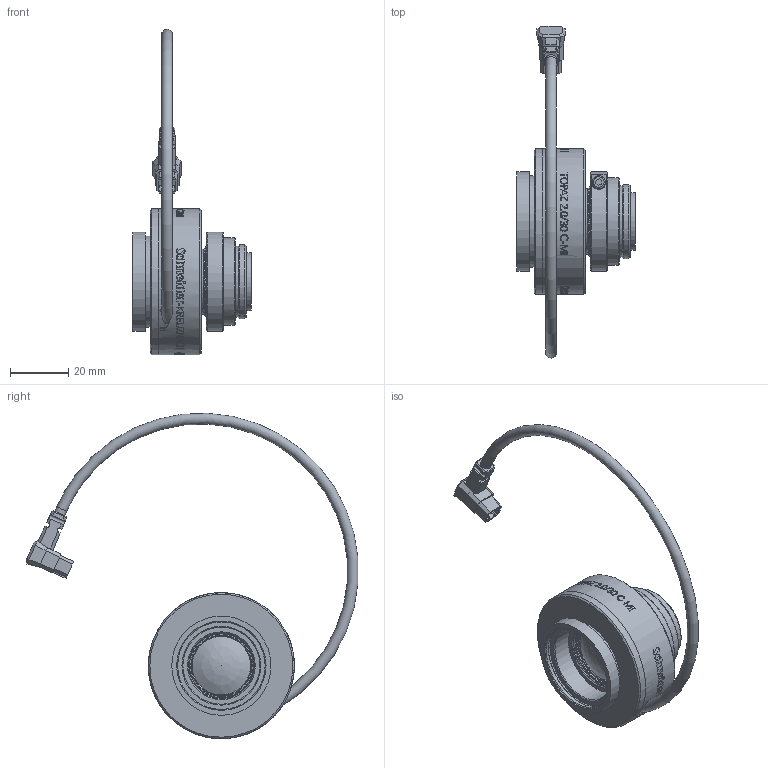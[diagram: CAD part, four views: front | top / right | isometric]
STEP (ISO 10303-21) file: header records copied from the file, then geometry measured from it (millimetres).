
FILE_DESCRIPTION(/* description */ (''),/* implementation_level */ '2;1');
FILE_NAME(/* name */ '1084646_00139601_003.stp',/* time_stamp */ '2021-09-16T13:07:51+02:00',/* author */ (''),/* organization */ (''),/* preprocessor_version */ 'ST-DEVELOPER v16',/* originating_system */ 'SIEMENS PLM Software NX 10.0',/* authorisation */ '');
FILE_SCHEMA (('AP203_CONFIGURATION_CONTROLLED_3D_DESIGN_OF_MECHANICAL_PARTS_AND_ASSEMBLIES_MIM_LF { 1 0 10303 403 2 1 2}'));
Length unit declared in the file: millimetre
Products named in the file (1): Froe6468FFCCikse
Bounding box: 40.5 x 113.71 x 111.45 mm (x, y, z)
Volume: 46205.9 mm3; surface area: 18648.8 mm2
Topology: 1 solids, 12 shells, 622 faces, 2003 edges, 1533 vertices
Faces by surface type: plane 311, cylinder 235, cone 56, torus 12, sphere 4, revolution 4
Full cylindrical faces by diameter (mm): 0.044 x1, 0.5 x4, 1.1 x1, 1.7 x6, 1.8 x3, 1.9 x3, 2.5 x2, 2.7 x6, 2.8 x1, 3.7 x1, 4 x2, 4.5 x1, 16 x1, 17 x1, 17.5 x1, 17.8 x1, 18.6 x1, 19.8 x1, 20 x2, 21.5 x1, 21.96 x1, 22.3 x1, 22.5 x1, 22.6 x1, 23 x2, 23.1 x1, 24 x1, 24.4 x1, 25.4 x1, 26.39 x1
Entity records: 24029 total; most frequent: CARTESIAN_POINT 7492, ORIENTED_EDGE 3683, DIRECTION 2757, EDGE_CURVE 1844, VERTEX_POINT 1484, AXIS2_PLACEMENT_3D 1010, EDGE_LOOP 900, LINE 733
